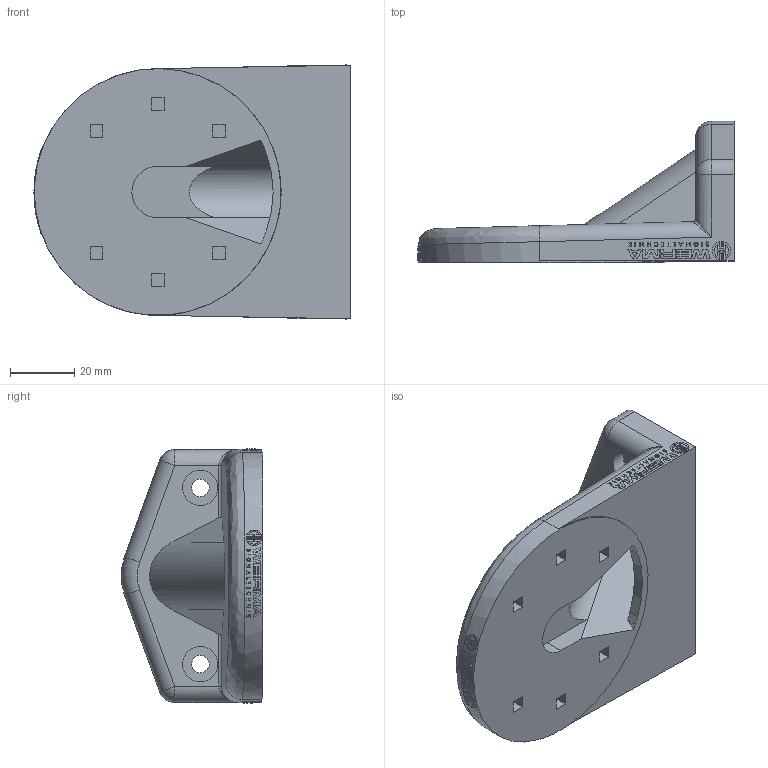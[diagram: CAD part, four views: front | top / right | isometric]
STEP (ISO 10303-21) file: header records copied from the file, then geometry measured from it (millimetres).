
FILE_DESCRIPTION(/* description */ ('Customer part'),/* implementation_level */ '2;1');
FILE_NAME(/* name */ '800000010060_PRT_000.step',/* time_stamp */ '2018-07-16T18:19:57+02:00',/* author */ ('IMPORT'),/* organization */ ('WERMA Signaltechnik GmbH+Co.KG'),/* preprocessor_version */ 'ST-DEVELOPER v17',/* originating_system */ 'Autodesk Inventor 2018',/* authorisation */ 'public');
FILE_SCHEMA (('AUTOMOTIVE_DESIGN { 1 0 10303 214 3 1 1 }'));
Length unit declared in the file: millimetre
Products named in the file (1): 800000010060
Bounding box: 98.6 x 44.2 x 79.27 mm (x, y, z)
Volume: 84427.7 mm3; surface area: 25595.2 mm2
Topology: 1 solids, 1 shells, 789 faces, 2108 edges, 1399 vertices
Faces by surface type: plane 616, cylinder 165, bspline 5, sphere 2, torus 1
Full cylindrical faces by diameter (mm): 5.5 x2, 11 x2, 77 x1
Entity records: 25690 total; most frequent: CARTESIAN_POINT 5648, ORIENTED_EDGE 4212, DIRECTION 4035, EDGE_CURVE 2106, LINE 1591, VECTOR 1591, VERTEX_POINT 1399, AXIS2_PLACEMENT_3D 1222
